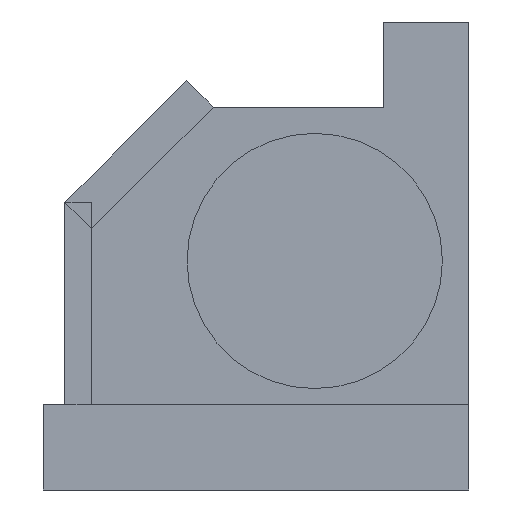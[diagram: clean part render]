
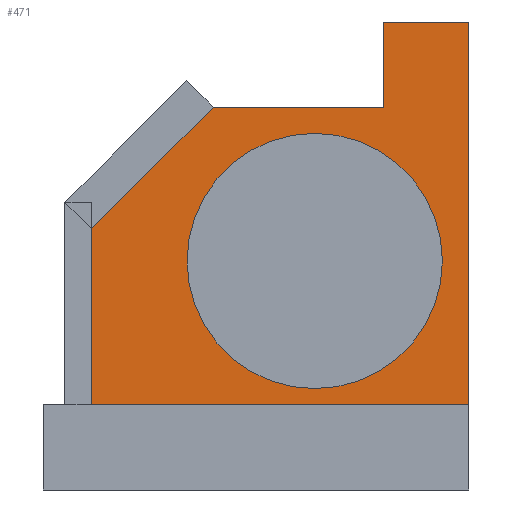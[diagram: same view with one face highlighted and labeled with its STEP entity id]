
A CAD part, front view. The second image highlights one B-rep face of the part: STEP entity #471.
In plain terms, the highlighted planar face has unit normal (0, -1, 0).
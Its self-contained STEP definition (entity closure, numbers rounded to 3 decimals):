
#166 = VERTEX_POINT('',#167);
#167 = CARTESIAN_POINT('',(20.,-4.,8.));
#173 = EDGE_CURVE('',#166,#174,#176,.T.);
#174 = VERTEX_POINT('',#175);
#175 = CARTESIAN_POINT('',(-15.473,-4.,8.));
#176 = LINE('',#177,#178);
#177 = CARTESIAN_POINT('',(20.,-4.,8.));
#178 = VECTOR('',#179,1.);
#179 = DIRECTION('',(-1.,0.,0.));
#471 = ADVANCED_FACE('',(#472,#521),#532,.F.);
#472 = FACE_BOUND('',#473,.F.);
#473 = EDGE_LOOP('',(#474,#482,#483,#491,#499,#507,#515));
#474 = ORIENTED_EDGE('',*,*,#475,.F.);
#475 = EDGE_CURVE('',#166,#476,#478,.T.);
#476 = VERTEX_POINT('',#477);
#477 = CARTESIAN_POINT('',(20.,-4.,44.));
#478 = LINE('',#479,#480);
#479 = CARTESIAN_POINT('',(20.,-4.,8.));
#480 = VECTOR('',#481,1.);
#481 = DIRECTION('',(0.,0.,1.));
#482 = ORIENTED_EDGE('',*,*,#173,.T.);
#483 = ORIENTED_EDGE('',*,*,#484,.T.);
#484 = EDGE_CURVE('',#174,#485,#487,.T.);
#485 = VERTEX_POINT('',#486);
#486 = CARTESIAN_POINT('',(-15.473,-4.,24.552));
#487 = LINE('',#488,#489);
#488 = CARTESIAN_POINT('',(-15.473,-4.,8.));
#489 = VECTOR('',#490,1.);
#490 = DIRECTION('',(0.,0.,1.));
#491 = ORIENTED_EDGE('',*,*,#492,.T.);
#492 = EDGE_CURVE('',#485,#493,#495,.T.);
#493 = VERTEX_POINT('',#494);
#494 = CARTESIAN_POINT('',(-4.025,-4.,36.));
#495 = LINE('',#496,#497);
#496 = CARTESIAN_POINT('',(-15.473,-4.,24.552));
#497 = VECTOR('',#498,1.);
#498 = DIRECTION('',(0.707,0.,0.707));
#499 = ORIENTED_EDGE('',*,*,#500,.F.);
#500 = EDGE_CURVE('',#501,#493,#503,.T.);
#501 = VERTEX_POINT('',#502);
#502 = CARTESIAN_POINT('',(12.,-4.,36.));
#503 = LINE('',#504,#505);
#504 = CARTESIAN_POINT('',(12.,-4.,36.));
#505 = VECTOR('',#506,1.);
#506 = DIRECTION('',(-1.,0.,0.));
#507 = ORIENTED_EDGE('',*,*,#508,.F.);
#508 = EDGE_CURVE('',#509,#501,#511,.T.);
#509 = VERTEX_POINT('',#510);
#510 = CARTESIAN_POINT('',(12.,-4.,44.));
#511 = LINE('',#512,#513);
#512 = CARTESIAN_POINT('',(12.,-4.,44.));
#513 = VECTOR('',#514,1.);
#514 = DIRECTION('',(0.,0.,-1.));
#515 = ORIENTED_EDGE('',*,*,#516,.T.);
#516 = EDGE_CURVE('',#509,#476,#517,.T.);
#517 = LINE('',#518,#519);
#518 = CARTESIAN_POINT('',(-15.473,-4.,44.));
#519 = VECTOR('',#520,1.);
#520 = DIRECTION('',(1.,0.,0.));
#521 = FACE_BOUND('',#522,.F.);
#522 = EDGE_LOOP('',(#523));
#523 = ORIENTED_EDGE('',*,*,#524,.T.);
#524 = EDGE_CURVE('',#525,#525,#527,.T.);
#525 = VERTEX_POINT('',#526);
#526 = CARTESIAN_POINT('',(17.523,-4.,21.532));
#527 = CIRCLE('',#528,12.);
#528 = AXIS2_PLACEMENT_3D('',#529,#530,#531);
#529 = CARTESIAN_POINT('',(5.523,-4.,21.532));
#530 = DIRECTION('',(0.,-1.,0.));
#531 = DIRECTION('',(1.,0.,0.));
#532 = PLANE('',#533);
#533 = AXIS2_PLACEMENT_3D('',#534,#535,#536);
#534 = CARTESIAN_POINT('',(-15.473,-4.,8.));
#535 = DIRECTION('',(0.,1.,0.));
#536 = DIRECTION('',(1.,0.,0.));
